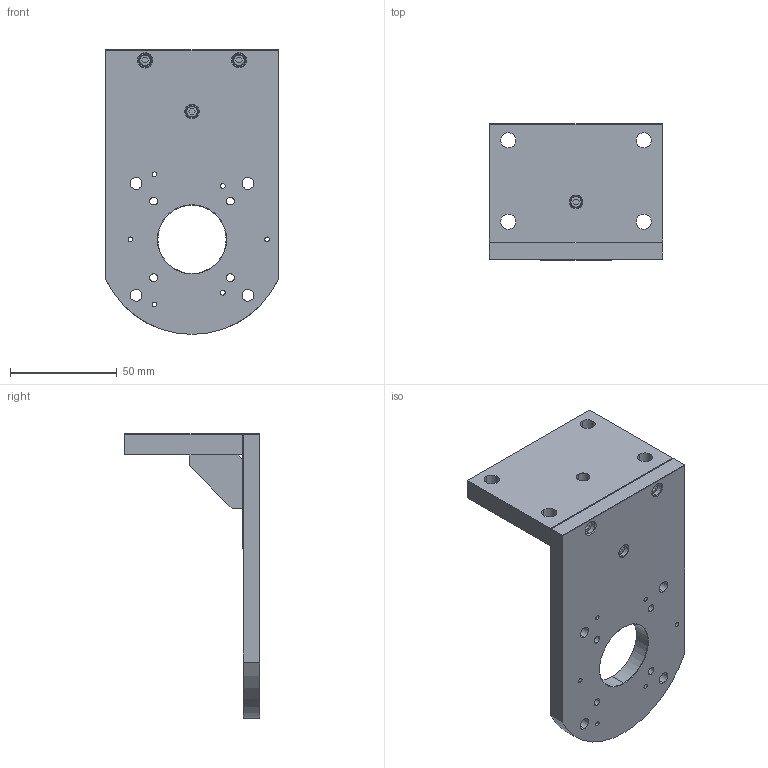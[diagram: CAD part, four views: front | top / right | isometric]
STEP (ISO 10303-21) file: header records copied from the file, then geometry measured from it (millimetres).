
FILE_DESCRIPTION (( 'STEP AP214' ), '1' );
FILE_NAME ('LM-001D.STEP', '2016-06-30T13:33:32', ( '' ), ( '' ), 'SwSTEP 2.0', 'SolidWorks 2016', '' );
FILE_SCHEMA (( 'AUTOMOTIVE_DESIGN' ));
Length unit declared in the file: millimetre
Products named in the file (5): HXM3-8; L-2C; L-2B; L-2A_AF0; LM-001D
Assembly tree (7 placements, depth 2):
  LM-001D
    L-2A_AF0
    L-2B
    L-2C
    HXM3-8  x4
Bounding box: 81.3 x 63.5 x 133.4 mm (x, y, z)
Volume: 119958.9 mm3; surface area: 39072 mm2
Topology: 7 solids, 7 shells, 205 faces, 489 edges, 314 vertices
Faces by surface type: plane 89, cylinder 80, cone 36
Entity records: 6276 total; most frequent: DIRECTION 825, CARTESIAN_POINT 760, ORIENTED_EDGE 726, EDGE_CURVE 363, AXIS2_PLACEMENT_3D 309, VERTEX_POINT 236, VECTOR 207, LINE 207
